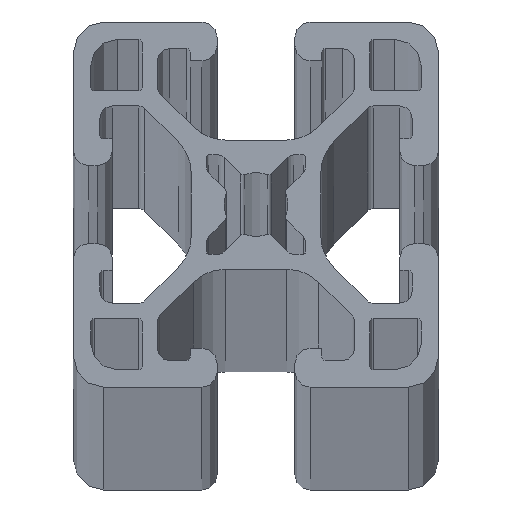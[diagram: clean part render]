
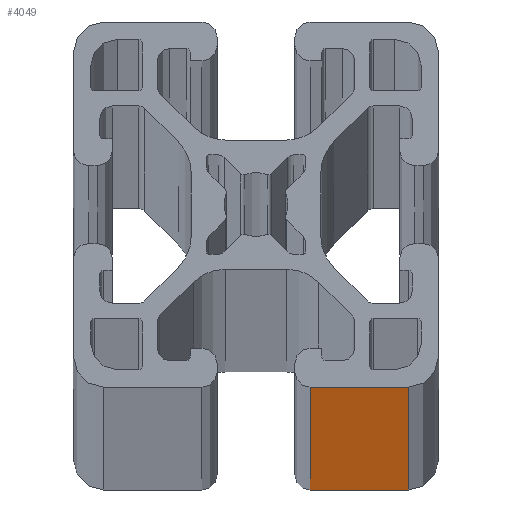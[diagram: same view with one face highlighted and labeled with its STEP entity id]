
A CAD part, top view. The second image highlights one B-rep face of the part: STEP entity #4049.
In plain terms, the highlighted planar face has unit normal (0, -1, 0).
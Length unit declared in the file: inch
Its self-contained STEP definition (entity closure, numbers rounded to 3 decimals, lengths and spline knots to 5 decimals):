
#455 = CARTESIAN_POINT ( 'NONE',  ( 0.625, -0.75, 121. ) ) ;
#666 = DIRECTION ( 'NONE',  ( 0., 0., 1. ) ) ;
#869 = DIRECTION ( 'NONE',  ( 1., 0., 0. ) ) ;
#921 = EDGE_CURVE ( 'NONE', #5459, #1171, #4662, .T. ) ;
#1119 = ORIENTED_EDGE ( 'NONE', *, *, #9673, .F. ) ;
#1171 = VERTEX_POINT ( 'NONE', #4756 ) ;
#1279 = VECTOR ( 'NONE', #666, 39.37008 ) ;
#1937 = CARTESIAN_POINT ( 'NONE',  ( 0.222, -0.75, 121. ) ) ;
#2088 = FACE_OUTER_BOUND ( 'NONE', #6263, .T. ) ;
#2483 = CARTESIAN_POINT ( 'NONE',  ( 0.222, -0.75, -121. ) ) ;
#2772 = VECTOR ( 'NONE', #869, 39.37008 ) ;
#2799 = VECTOR ( 'NONE', #5114, 39.37008 ) ;
#3544 = ORIENTED_EDGE ( 'NONE', *, *, #8692, .F. ) ;
#3778 = LINE ( 'NONE', #9176, #5813 ) ;
#3966 = VERTEX_POINT ( 'NONE', #455 ) ;
#4049 = ADVANCED_FACE ( 'NONE', ( #2088 ), #7413, .T. ) ;
#4450 = LINE ( 'NONE', #5053, #1279 ) ;
#4581 = DIRECTION ( 'NONE',  ( 0., -1., 0. ) ) ;
#4662 = LINE ( 'NONE', #6737, #2772 ) ;
#4756 = CARTESIAN_POINT ( 'NONE',  ( 0.625, -0.75, -121. ) ) ;
#4905 = CARTESIAN_POINT ( 'NONE',  ( 0.625, -0.75, -121. ) ) ;
#5053 = CARTESIAN_POINT ( 'NONE',  ( 0.222, -0.75, -121. ) ) ;
#5114 = DIRECTION ( 'NONE',  ( 0., 0., 1. ) ) ;
#5443 = EDGE_CURVE ( 'NONE', #1171, #3966, #8714, .T. ) ;
#5459 = VERTEX_POINT ( 'NONE', #8803 ) ;
#5813 = VECTOR ( 'NONE', #6807, 39.37008 ) ;
#6263 = EDGE_LOOP ( 'NONE', ( #3544, #1119, #8735, #7911 ) ) ;
#6737 = CARTESIAN_POINT ( 'NONE',  ( 0.222, -0.75, -121. ) ) ;
#6807 = DIRECTION ( 'NONE',  ( 1., 0., 0. ) ) ;
#7165 = AXIS2_PLACEMENT_3D ( 'NONE', #2483, #4581, #9314 ) ;
#7413 = PLANE ( 'NONE',  #7165 ) ;
#7911 = ORIENTED_EDGE ( 'NONE', *, *, #5443, .T. ) ;
#8568 = VERTEX_POINT ( 'NONE', #1937 ) ;
#8692 = EDGE_CURVE ( 'NONE', #8568, #3966, #3778, .T. ) ;
#8714 = LINE ( 'NONE', #4905, #2799 ) ;
#8735 = ORIENTED_EDGE ( 'NONE', *, *, #921, .T. ) ;
#8803 = CARTESIAN_POINT ( 'NONE',  ( 0.222, -0.75, -121. ) ) ;
#9176 = CARTESIAN_POINT ( 'NONE',  ( 0.222, -0.75, 121. ) ) ;
#9314 = DIRECTION ( 'NONE',  ( 0., 0., -1. ) ) ;
#9673 = EDGE_CURVE ( 'NONE', #5459, #8568, #4450, .T. ) ;
